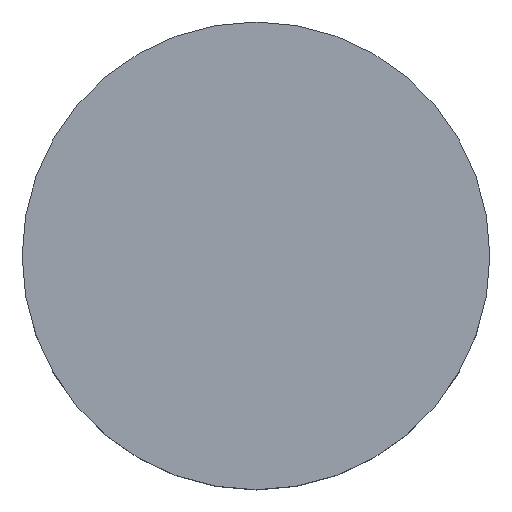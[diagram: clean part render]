
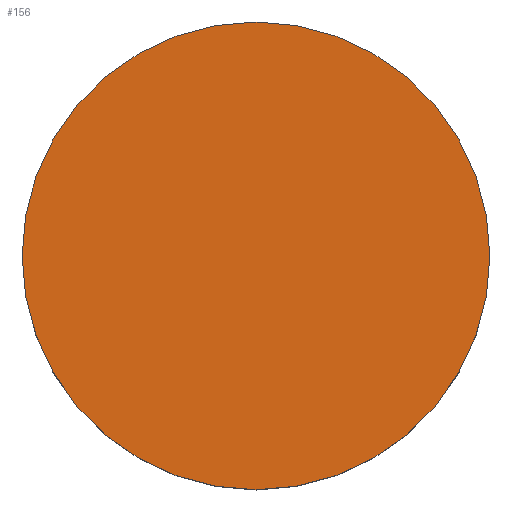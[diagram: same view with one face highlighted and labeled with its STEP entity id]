
A CAD part, top view. The second image highlights one B-rep face of the part: STEP entity #156.
In plain terms, the highlighted planar face has unit normal (0, 0, 1).
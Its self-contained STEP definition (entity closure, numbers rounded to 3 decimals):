
#1 = DIRECTION ( 'NONE',  ( 0., 0., 1. ) ) ;
#16 = CARTESIAN_POINT ( 'NONE',  ( 0., 13.158, 1.9 ) ) ;
#17 = EDGE_CURVE ( 'NONE', #131, #98, #218, .T. ) ;
#27 = ORIENTED_EDGE ( 'NONE', *, *, #17, .F. ) ;
#41 = DIRECTION ( 'NONE',  ( 1., 0., 0. ) ) ;
#59 = DIRECTION ( 'NONE',  ( 1., 0., 0. ) ) ;
#70 = CARTESIAN_POINT ( 'NONE',  ( 0., 0., 1.9 ) ) ;
#73 = AXIS2_PLACEMENT_3D ( 'NONE', #136, #115, #59 ) ;
#78 = ORIENTED_EDGE ( 'NONE', *, *, #208, .F. ) ;
#90 = DIRECTION ( 'NONE',  ( 0., 0., -1. ) ) ;
#98 = VERTEX_POINT ( 'NONE', #110 ) ;
#102 = EDGE_LOOP ( 'NONE', ( #78, #27 ) ) ;
#110 = CARTESIAN_POINT ( 'NONE',  ( 6.35, 0., 1.9 ) ) ;
#115 = DIRECTION ( 'NONE',  ( 0., 0., -1. ) ) ;
#131 = VERTEX_POINT ( 'NONE', #165 ) ;
#135 = FACE_OUTER_BOUND ( 'NONE', #102, .T. ) ;
#136 = CARTESIAN_POINT ( 'NONE',  ( 0., 0., 1.9 ) ) ;
#144 = PLANE ( 'NONE',  #201 ) ;
#156 = ADVANCED_FACE ( 'NONE', ( #135 ), #144, .T. ) ;
#165 = CARTESIAN_POINT ( 'NONE',  ( -6.35, 0., 1.9 ) ) ;
#179 = CIRCLE ( 'NONE', #73, 6.35 ) ;
#191 = AXIS2_PLACEMENT_3D ( 'NONE', #70, #90, #230 ) ;
#201 = AXIS2_PLACEMENT_3D ( 'NONE', #16, #1, #41 ) ;
#208 = EDGE_CURVE ( 'NONE', #98, #131, #179, .T. ) ;
#218 = CIRCLE ( 'NONE', #191, 6.35 ) ;
#230 = DIRECTION ( 'NONE',  ( 1., 0., 0. ) ) ;
